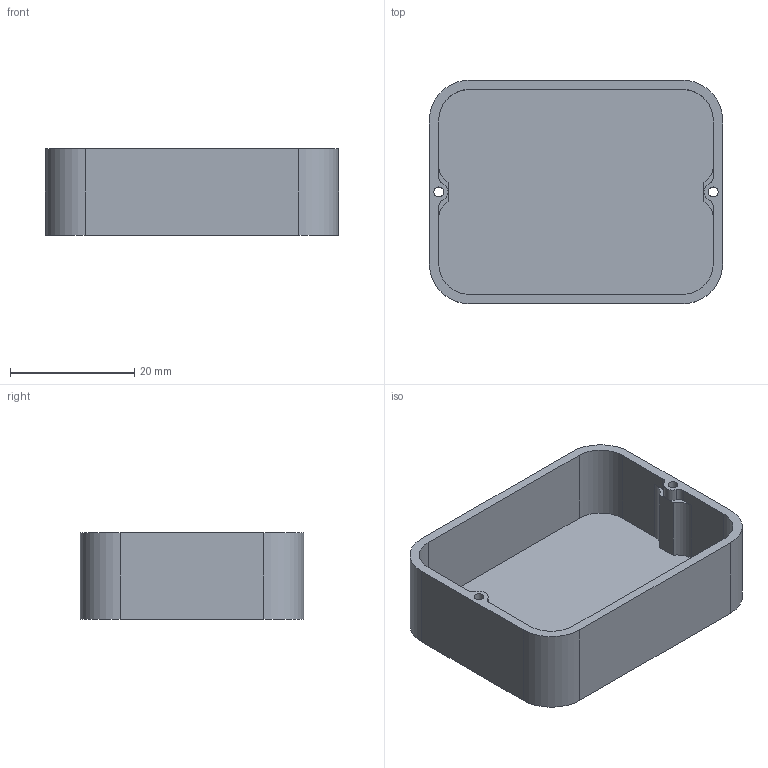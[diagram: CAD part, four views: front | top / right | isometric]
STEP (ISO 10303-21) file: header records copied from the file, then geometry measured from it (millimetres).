
FILE_DESCRIPTION(/* description */ (''),/* implementation_level */ '2;1');
FILE_NAME(/* name */ 'Back.step',/* time_stamp */ '2023-06-08T02:09:11-07:00',/* author */ (''),/* organization */ (''),/* preprocessor_version */ 'ST-DEVELOPER v19.2',/* originating_system */ 'Autodesk Translation Framework v11.17.0.187',/* authorisation */ '');
FILE_SCHEMA (('AUTOMOTIVE_DESIGN { 1 0 10303 214 3 1 1 }'));
Length unit declared in the file: millimetre
Products named in the file (1): Back
Bounding box: 47.16 x 35.95 x 13.9 mm (x, y, z)
Volume: 5357.3 mm3; surface area: 7476.4 mm2
Topology: 1 solids, 1 shells, 213 faces, 596 edges, 395 vertices
Faces by surface type: plane 90, bspline 85, cylinder 36, cone 2
Full cylindrical faces by diameter (mm): 1.6 x2
Entity records: 7156 total; most frequent: CARTESIAN_POINT 2402, ORIENTED_EDGE 1192, DIRECTION 755, EDGE_CURVE 596, VERTEX_POINT 395, LINE 343, VECTOR 343, EDGE_LOOP 227
